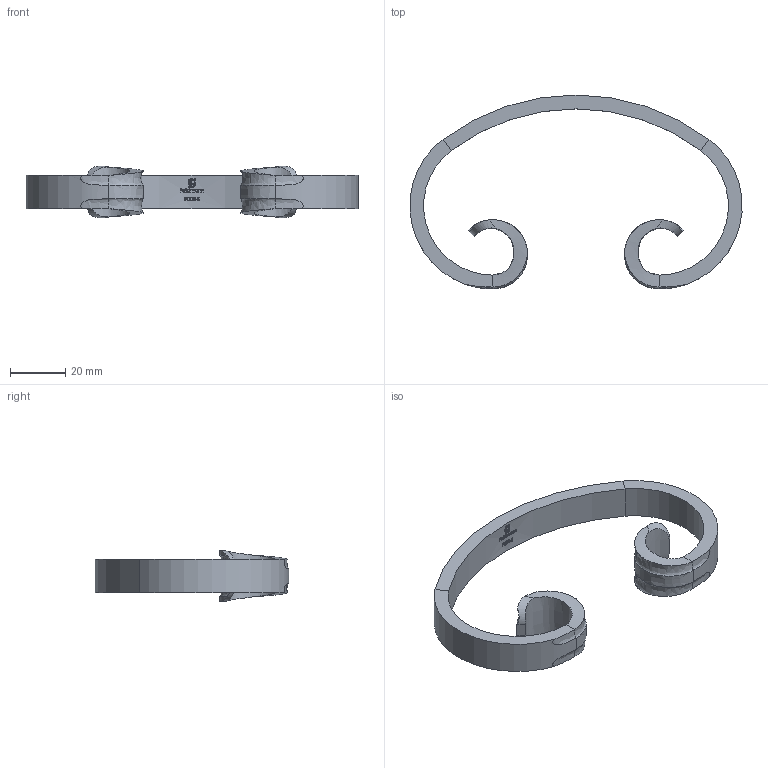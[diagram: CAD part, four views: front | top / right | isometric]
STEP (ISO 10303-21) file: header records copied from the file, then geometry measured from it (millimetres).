
FILE_DESCRIPTION (( 'STEP AP203' ), '1' );
FILE_NAME ('9000-S.STEP', '2023-09-12T08:35:31', ( '' ), ( '' ), 'SwSTEP 2.0', 'SolidWorks 2018', '' );
FILE_SCHEMA (( 'CONFIG_CONTROL_DESIGN' ));
Length unit declared in the file: millimetre
Products named in the file (1): 9000-S
Bounding box: 119.84 x 70 x 18.68 mm (x, y, z)
Volume: 18763.7 mm3; surface area: 11310.6 mm2
Topology: 1 solids, 1 shells, 264 faces, 704 edges, 464 vertices
Faces by surface type: bspline 143, plane 93, cylinder 28
Entity records: 16467 total; most frequent: CARTESIAN_POINT 10788, ORIENTED_EDGE 1408, DIRECTION 730, EDGE_CURVE 704, VERTEX_POINT 464, VECTOR 310, LINE 310, EDGE_LOOP 286
